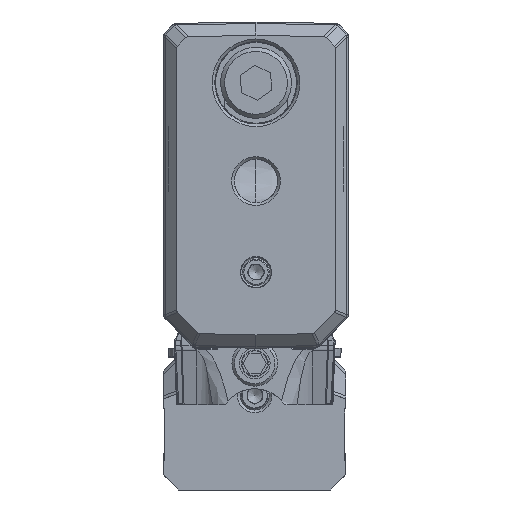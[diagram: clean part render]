
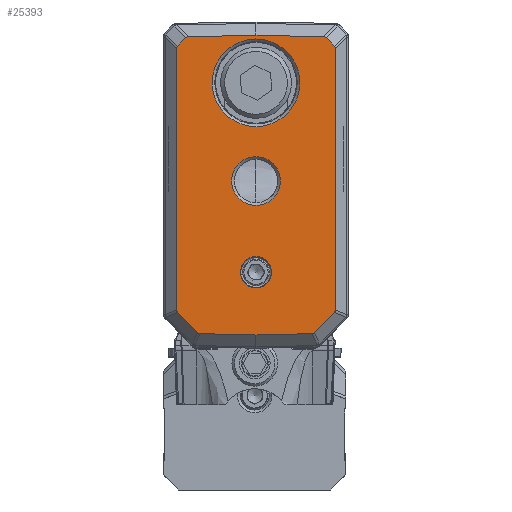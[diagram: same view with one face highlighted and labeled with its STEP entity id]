
A CAD part, front view. The second image highlights one B-rep face of the part: STEP entity #25393.
In plain terms, the highlighted planar face has unit normal (0, -1, 0).
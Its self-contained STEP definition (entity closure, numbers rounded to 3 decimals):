
#4058=ELLIPSE('',#118137,0.859,0.5);
#4059=ELLIPSE('',#118139,0.859,0.5);
#4060=ELLIPSE('',#118141,0.736,0.5);
#4061=ELLIPSE('',#118143,0.735,0.5);
#4062=ELLIPSE('',#118145,0.735,0.5);
#4063=ELLIPSE('',#118147,0.736,0.5);
#4064=ELLIPSE('',#118149,0.859,0.5);
#4065=ELLIPSE('',#118151,0.859,0.5);
#19812=FACE_BOUND('',#39514,.T.);
#19813=FACE_BOUND('',#39515,.T.);
#19814=FACE_BOUND('',#39516,.T.);
#19815=FACE_BOUND('',#39517,.T.);
#25393=ADVANCED_FACE('',(#19812,#19813,#19814,#19815),#28052,.T.);
#28052=PLANE('',#118247);
#39514=EDGE_LOOP('',(#66062,#66063,#66064,#66065,#66066,#66067,#66068,#66069,
#66070,#66071,#66072,#66073,#66074,#66075,#66076,#66077,#66078,#66079));
#39515=EDGE_LOOP('',(#66080));
#39516=EDGE_LOOP('',(#66081));
#39517=EDGE_LOOP('',(#66082));
#66062=ORIENTED_EDGE('',*,*,#88726,.T.);
#66063=ORIENTED_EDGE('',*,*,#88620,.T.);
#66064=ORIENTED_EDGE('',*,*,#88721,.T.);
#66065=ORIENTED_EDGE('',*,*,#88617,.T.);
#66066=ORIENTED_EDGE('',*,*,#88729,.T.);
#66067=ORIENTED_EDGE('',*,*,#88743,.T.);
#66068=ORIENTED_EDGE('',*,*,#88599,.T.);
#66069=ORIENTED_EDGE('',*,*,#88722,.T.);
#66070=ORIENTED_EDGE('',*,*,#88602,.T.);
#66071=ORIENTED_EDGE('',*,*,#88727,.T.);
#66072=ORIENTED_EDGE('',*,*,#88605,.T.);
#66073=ORIENTED_EDGE('',*,*,#88720,.T.);
#66074=ORIENTED_EDGE('',*,*,#88608,.T.);
#66075=ORIENTED_EDGE('',*,*,#88744,.T.);
#66076=ORIENTED_EDGE('',*,*,#88724,.T.);
#66077=ORIENTED_EDGE('',*,*,#88611,.T.);
#66078=ORIENTED_EDGE('',*,*,#88719,.T.);
#66079=ORIENTED_EDGE('',*,*,#88614,.T.);
#66080=ORIENTED_EDGE('',*,*,#88120,.T.);
#66081=ORIENTED_EDGE('',*,*,#88122,.T.);
#66082=ORIENTED_EDGE('',*,*,#88116,.T.);
#74858=VERTEX_POINT('',#203592);
#74862=VERTEX_POINT('',#203628);
#74864=VERTEX_POINT('',#203633);
#75185=VERTEX_POINT('',#207474);
#75186=VERTEX_POINT('',#207476);
#75187=VERTEX_POINT('',#207480);
#75188=VERTEX_POINT('',#207482);
#75189=VERTEX_POINT('',#207486);
#75190=VERTEX_POINT('',#207488);
#75191=VERTEX_POINT('',#207492);
#75192=VERTEX_POINT('',#207494);
#75193=VERTEX_POINT('',#207498);
#75194=VERTEX_POINT('',#207500);
#75195=VERTEX_POINT('',#207504);
#75196=VERTEX_POINT('',#207506);
#75197=VERTEX_POINT('',#207510);
#75198=VERTEX_POINT('',#207512);
#75199=VERTEX_POINT('',#207516);
#75200=VERTEX_POINT('',#207518);
#75252=VERTEX_POINT('',#207876);
#75253=VERTEX_POINT('',#207884);
#88116=EDGE_CURVE('',#74858,#74858,#107821,.T.);
#88120=EDGE_CURVE('',#74862,#74862,#107823,.T.);
#88122=EDGE_CURVE('',#74864,#74864,#107825,.T.);
#88599=EDGE_CURVE('',#75185,#75186,#4058,.T.);
#88602=EDGE_CURVE('',#75187,#75188,#4059,.T.);
#88605=EDGE_CURVE('',#75189,#75190,#4060,.T.);
#88608=EDGE_CURVE('',#75191,#75192,#4061,.T.);
#88611=EDGE_CURVE('',#75193,#75194,#4062,.T.);
#88614=EDGE_CURVE('',#75195,#75196,#4063,.T.);
#88617=EDGE_CURVE('',#75197,#75198,#4064,.T.);
#88620=EDGE_CURVE('',#75199,#75200,#4065,.T.);
#88719=EDGE_CURVE('',#75194,#75195,#96773,.T.);
#88720=EDGE_CURVE('',#75190,#75191,#96774,.T.);
#88721=EDGE_CURVE('',#75200,#75197,#96775,.T.);
#88722=EDGE_CURVE('',#75186,#75187,#96776,.T.);
#88724=EDGE_CURVE('',#75252,#75193,#96777,.T.);
#88726=EDGE_CURVE('',#75196,#75199,#96779,.T.);
#88727=EDGE_CURVE('',#75188,#75189,#96780,.T.);
#88729=EDGE_CURVE('',#75198,#75253,#96782,.T.);
#88743=EDGE_CURVE('',#75253,#75185,#96786,.T.);
#88744=EDGE_CURVE('',#75192,#75252,#96787,.T.);
#96773=LINE('',#207863,#104983);
#96774=LINE('',#207865,#104984);
#96775=LINE('',#207867,#104985);
#96776=LINE('',#207869,#104986);
#96777=LINE('',#207875,#104987);
#96779=LINE('',#207879,#104989);
#96780=LINE('',#207881,#104990);
#96782=LINE('',#207885,#104992);
#96786=LINE('',#207920,#104996);
#96787=LINE('',#207921,#104997);
#104983=VECTOR('',#142184,1.);
#104984=VECTOR('',#142187,1.);
#104985=VECTOR('',#142190,1.);
#104986=VECTOR('',#142193,1.);
#104987=VECTOR('',#142202,1.);
#104989=VECTOR('',#142206,1.);
#104990=VECTOR('',#142209,1.);
#104992=VECTOR('',#142213,1.);
#104996=VECTOR('',#142253,1.);
#104997=VECTOR('',#142254,1.);
#107821=CIRCLE('',#117869,2.4);
#107823=CIRCLE('',#117873,1.55);
#107825=CIRCLE('',#117876,4.323);
#117869=AXIS2_PLACEMENT_3D('',#203591,#141227,#141228);
#117873=AXIS2_PLACEMENT_3D('',#203627,#141235,#141236);
#117876=AXIS2_PLACEMENT_3D('',#203632,#141241,#141242);
#118137=AXIS2_PLACEMENT_3D('',#207477,#141960,#141961);
#118139=AXIS2_PLACEMENT_3D('',#207483,#141966,#141967);
#118141=AXIS2_PLACEMENT_3D('',#207489,#141972,#141973);
#118143=AXIS2_PLACEMENT_3D('',#207495,#141978,#141979);
#118145=AXIS2_PLACEMENT_3D('',#207501,#141984,#141985);
#118147=AXIS2_PLACEMENT_3D('',#207507,#141990,#141991);
#118149=AXIS2_PLACEMENT_3D('',#207513,#141996,#141997);
#118151=AXIS2_PLACEMENT_3D('',#207519,#142002,#142003);
#118247=AXIS2_PLACEMENT_3D('',#207922,#142255,#142256);
#141227=DIRECTION('',(0.,1.,0.));
#141228=DIRECTION('',(0.,0.,-1.));
#141235=DIRECTION('',(0.,1.,0.));
#141236=DIRECTION('',(0.,0.,-1.));
#141241=DIRECTION('',(0.,1.,0.));
#141242=DIRECTION('',(0.,0.,-1.));
#141960=DIRECTION('',(0.,-1.,0.));
#141961=DIRECTION('',(0.716,0.,-0.698));
#141966=DIRECTION('',(0.,-1.,0.));
#141967=DIRECTION('',(0.716,0.,-0.698));
#141972=DIRECTION('',(0.,-1.,0.));
#141973=DIRECTION('',(-0.926,0.,-0.379));
#141978=DIRECTION('',(0.,-1.,0.));
#141979=DIRECTION('',(-0.398,0.,-0.917));
#141984=DIRECTION('',(0.,-1.,0.));
#141985=DIRECTION('',(-0.398,0.,0.917));
#141990=DIRECTION('',(0.,-1.,0.));
#141991=DIRECTION('',(-0.926,0.,0.379));
#141996=DIRECTION('',(0.,-1.,0.));
#141997=DIRECTION('',(0.716,0.,0.698));
#142002=DIRECTION('',(0.,-1.,0.));
#142003=DIRECTION('',(0.716,0.,0.698));
#142184=DIRECTION('',(0.701,0.,0.713));
#142187=DIRECTION('',(0.701,0.,-0.713));
#142190=DIRECTION('',(-0.698,0.,0.716));
#142193=DIRECTION('',(-0.698,0.,-0.716));
#142202=DIRECTION('',(1.,0.,0.025));
#142206=DIRECTION('',(0.,0.,1.));
#142209=DIRECTION('',(0.,0.,-1.));
#142213=DIRECTION('',(-1.,0.,0.025));
#142253=DIRECTION('',(-1.,0.,-0.025));
#142254=DIRECTION('',(1.,0.,-0.025));
#142255=DIRECTION('',(0.,-1.,0.));
#142256=DIRECTION('',(0.,0.,-1.));
#203591=CARTESIAN_POINT('',(0.125,-28.5,-15.7));
#203592=CARTESIAN_POINT('',(0.125,-28.5,-18.1));
#203627=CARTESIAN_POINT('',(0.125,-28.5,-24.7));
#203628=CARTESIAN_POINT('',(0.125,-28.5,-26.25));
#203632=CARTESIAN_POINT('',(0.125,-28.5,-6.));
#203633=CARTESIAN_POINT('',(0.125,-28.5,-10.323));
#207474=CARTESIAN_POINT('',(-6.564,-28.5,-1.465));
#207476=CARTESIAN_POINT('',(-6.816,-28.5,-1.564));
#207477=CARTESIAN_POINT('',(-6.201,-28.5,-2.163));
#207480=CARTESIAN_POINT('',(-7.608,-28.5,-2.375));
#207482=CARTESIAN_POINT('',(-7.7,-28.5,-2.63));
#207483=CARTESIAN_POINT('',(-6.993,-28.5,-2.975));
#207486=CARTESIAN_POINT('',(-7.7,-28.5,-28.416));
#207488=CARTESIAN_POINT('',(-7.599,-28.5,-28.664));
#207489=CARTESIAN_POINT('',(-6.993,-28.5,-28.272));
#207492=CARTESIAN_POINT('',(-5.639,-28.5,-30.658));
#207494=CARTESIAN_POINT('',(-5.396,-28.5,-30.764));
#207495=CARTESIAN_POINT('',(-5.235,-28.5,-30.06));
#207498=CARTESIAN_POINT('',(5.646,-28.5,-30.764));
#207500=CARTESIAN_POINT('',(5.889,-28.5,-30.658));
#207501=CARTESIAN_POINT('',(5.485,-28.5,-30.06));
#207504=CARTESIAN_POINT('',(7.849,-28.5,-28.664));
#207506=CARTESIAN_POINT('',(7.95,-28.5,-28.416));
#207507=CARTESIAN_POINT('',(7.243,-28.5,-28.272));
#207510=CARTESIAN_POINT('',(7.066,-28.5,-1.564));
#207512=CARTESIAN_POINT('',(6.814,-28.5,-1.465));
#207513=CARTESIAN_POINT('',(6.451,-28.5,-2.163));
#207516=CARTESIAN_POINT('',(7.95,-28.5,-2.63));
#207518=CARTESIAN_POINT('',(7.858,-28.5,-2.375));
#207519=CARTESIAN_POINT('',(7.243,-28.5,-2.975));
#207863=CARTESIAN_POINT('',(-2.196,-28.5,-38.886));
#207865=CARTESIAN_POINT('',(-6.519,-28.5,-29.762));
#207867=CARTESIAN_POINT('',(14.544,-28.5,-9.227));
#207869=CARTESIAN_POINT('',(-23.195,-28.5,-18.349));
#207875=CARTESIAN_POINT('',(-9.027,-28.5,-31.126));
#207876=CARTESIAN_POINT('',(0.125,-28.5,-30.9));
#207879=CARTESIAN_POINT('',(7.95,-28.5,-32.2));
#207881=CARTESIAN_POINT('',(-7.7,-28.5,-32.2));
#207884=CARTESIAN_POINT('',(0.125,-28.5,-1.3));
#207885=CARTESIAN_POINT('',(-8.232,-28.5,-1.094));
#207920=CARTESIAN_POINT('',(-9.757,-28.5,-1.544));
#207921=CARTESIAN_POINT('',(-8.962,-28.5,-30.676));
#207922=CARTESIAN_POINT('',(-9.,-28.5,-32.2));
